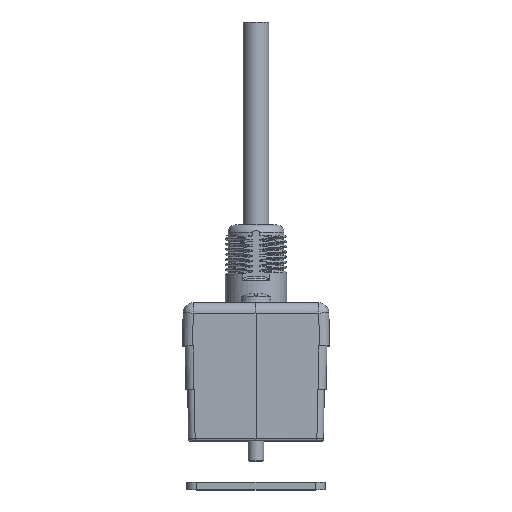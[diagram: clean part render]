
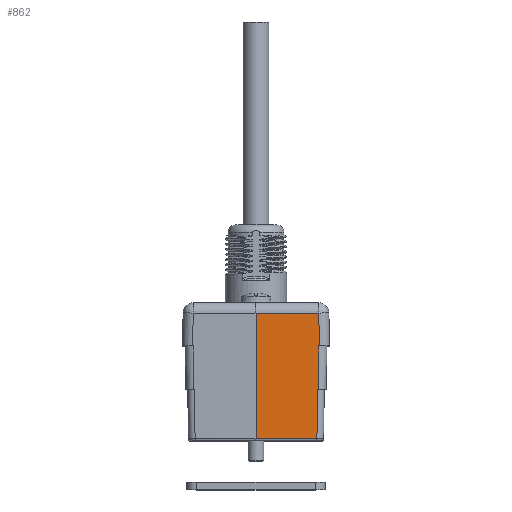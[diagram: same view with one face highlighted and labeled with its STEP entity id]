
A CAD part, top view. The second image highlights one B-rep face of the part: STEP entity #862.
In plain terms, the highlighted planar face has unit normal (0.018, 0, 1).
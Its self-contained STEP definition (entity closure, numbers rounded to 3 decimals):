
#862=ADVANCED_FACE('',(#1330),#1109,.T.);
#1109=PLANE('',#6271);
#1330=FACE_OUTER_BOUND('',#1682,.T.);
#1682=EDGE_LOOP('',(#2881,#2882,#2883,#2884,#2885,#2886,#2887,#2888));
#2881=ORIENTED_EDGE('',*,*,#4786,.F.);
#2882=ORIENTED_EDGE('',*,*,#4708,.T.);
#2883=ORIENTED_EDGE('',*,*,#4704,.T.);
#2884=ORIENTED_EDGE('',*,*,#4787,.F.);
#2885=ORIENTED_EDGE('',*,*,#4755,.T.);
#2886=ORIENTED_EDGE('',*,*,#4780,.T.);
#2887=ORIENTED_EDGE('',*,*,#4788,.F.);
#2888=ORIENTED_EDGE('',*,*,#4763,.T.);
#3980=VERTEX_POINT('',#10754);
#3982=VERTEX_POINT('',#10759);
#3984=VERTEX_POINT('',#10765);
#4011=VERTEX_POINT('',#10885);
#4015=VERTEX_POINT('',#10912);
#4021=VERTEX_POINT('',#10930);
#4023=VERTEX_POINT('',#10933);
#4037=VERTEX_POINT('',#10969);
#4704=EDGE_CURVE('',#3980,#3982,#5359,.T.);
#4708=EDGE_CURVE('',#3984,#3980,#5362,.T.);
#4755=EDGE_CURVE('',#4015,#4011,#5382,.T.);
#4763=EDGE_CURVE('',#4023,#4021,#5387,.T.);
#4780=EDGE_CURVE('',#4011,#4037,#5397,.T.);
#4786=EDGE_CURVE('',#3984,#4021,#5401,.T.);
#4787=EDGE_CURVE('',#4015,#3982,#5402,.T.);
#4788=EDGE_CURVE('',#4023,#4037,#5403,.T.);
#5359=LINE('',#10760,#5858);
#5362=LINE('',#10767,#5861);
#5382=LINE('',#10915,#5881);
#5387=LINE('',#10932,#5886);
#5397=LINE('',#10968,#5896);
#5401=LINE('',#10980,#5900);
#5402=LINE('',#10981,#5901);
#5403=LINE('',#10982,#5902);
#5858=VECTOR('',#7226,1.);
#5861=VECTOR('',#7233,1.);
#5881=VECTOR('',#7305,1.);
#5886=VECTOR('',#7322,1.);
#5896=VECTOR('',#7356,1.);
#5900=VECTOR('',#7368,1.);
#5901=VECTOR('',#7369,1.);
#5902=VECTOR('',#7370,1.);
#6271=AXIS2_PLACEMENT_3D('',#10983,#7371,#7372);
#7226=DIRECTION('',(-1.,0.,0.017));
#7233=DIRECTION('',(-0.017,1.,0.));
#7305=DIRECTION('',(1.,0.,-0.017));
#7322=DIRECTION('',(0.017,1.,0.));
#7356=DIRECTION('',(0.017,1.,0.));
#7368=DIRECTION('',(-1.,0.,0.017));
#7369=DIRECTION('',(0.,1.,0.));
#7370=DIRECTION('',(-1.,0.,0.017));
#7371=DIRECTION('',(0.017,0.,1.));
#7372=DIRECTION('',(1.,0.,-0.017));
#10754=CARTESIAN_POINT('',(12.223,32.9,13.286));
#10759=CARTESIAN_POINT('',(0.,32.9,13.5));
#10760=CARTESIAN_POINT('',(0.,32.9,13.5));
#10765=CARTESIAN_POINT('',(12.335,26.5,13.284));
#10767=CARTESIAN_POINT('',(12.654,8.221,13.279));
#10885=CARTESIAN_POINT('',(11.857,8.4,13.293));
#10912=CARTESIAN_POINT('',(0.,8.4,13.5));
#10915=CARTESIAN_POINT('',(0.,8.4,13.5));
#10930=CARTESIAN_POINT('',(12.228,26.5,13.286));
#10932=CARTESIAN_POINT('',(11.901,7.792,13.292));
#10933=CARTESIAN_POINT('',(12.079,18.,13.289));
#10968=CARTESIAN_POINT('',(12.024,18.022,13.29));
#10969=CARTESIAN_POINT('',(12.024,18.,13.29));
#10980=CARTESIAN_POINT('',(0.,26.5,13.5));
#10981=CARTESIAN_POINT('',(0.,8.,13.5));
#10982=CARTESIAN_POINT('',(0.,18.,13.5));
#10983=CARTESIAN_POINT('',(0.,8.,13.5));
